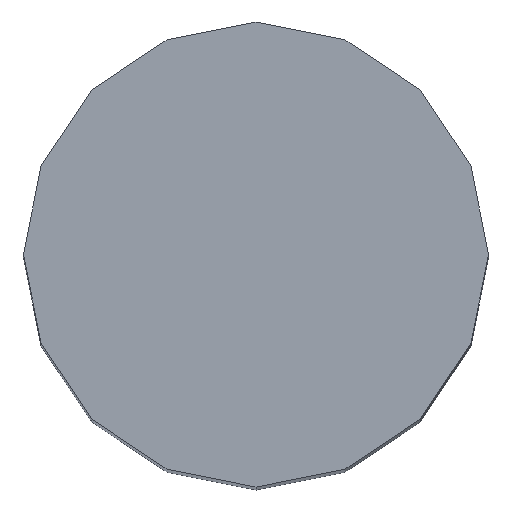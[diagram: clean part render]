
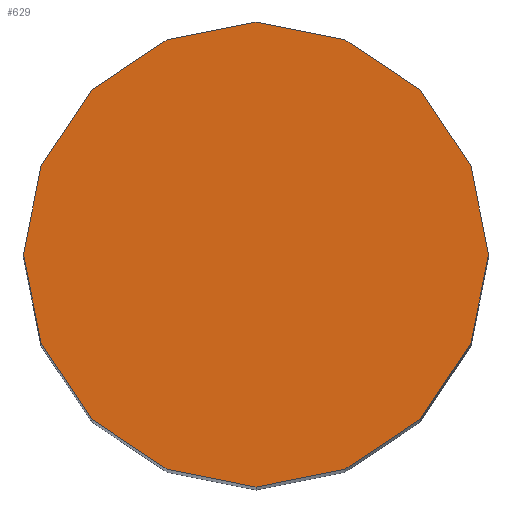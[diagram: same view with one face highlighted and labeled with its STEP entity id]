
A CAD part, top view. The second image highlights one B-rep face of the part: STEP entity #629.
In plain terms, the highlighted planar face has unit normal (0, 0, 1).
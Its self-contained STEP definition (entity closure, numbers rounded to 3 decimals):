
#52 = VERTEX_POINT('',#53);
#53 = CARTESIAN_POINT('',(0.518,0.,3.81));
#59 = EDGE_CURVE('',#52,#60,#62,.T.);
#60 = VERTEX_POINT('',#61);
#61 = CARTESIAN_POINT('',(0.479,0.198,3.81));
#62 = LINE('',#63,#64);
#63 = CARTESIAN_POINT('',(0.518,0.,3.81));
#64 = VECTOR('',#65,1.);
#65 = DIRECTION('',(-0.195,0.981,0.));
#90 = EDGE_CURVE('',#60,#91,#93,.T.);
#91 = VERTEX_POINT('',#92);
#92 = CARTESIAN_POINT('',(0.367,0.367,3.81));
#93 = LINE('',#94,#95);
#94 = CARTESIAN_POINT('',(0.479,0.198,3.81));
#95 = VECTOR('',#96,1.);
#96 = DIRECTION('',(-0.556,0.831,0.));
#121 = EDGE_CURVE('',#91,#122,#124,.T.);
#122 = VERTEX_POINT('',#123);
#123 = CARTESIAN_POINT('',(0.198,0.479,3.81));
#124 = LINE('',#125,#126);
#125 = CARTESIAN_POINT('',(0.367,0.367,3.81));
#126 = VECTOR('',#127,1.);
#127 = DIRECTION('',(-0.831,0.556,0.));
#152 = EDGE_CURVE('',#122,#153,#155,.T.);
#153 = VERTEX_POINT('',#154);
#154 = CARTESIAN_POINT('',(0.,0.518,3.81));
#155 = LINE('',#156,#157);
#156 = CARTESIAN_POINT('',(0.198,0.479,3.81));
#157 = VECTOR('',#158,1.);
#158 = DIRECTION('',(-0.981,0.195,0.));
#183 = EDGE_CURVE('',#153,#184,#186,.T.);
#184 = VERTEX_POINT('',#185);
#185 = CARTESIAN_POINT('',(-0.198,0.479,3.81));
#186 = LINE('',#187,#188);
#187 = CARTESIAN_POINT('',(0.,0.518,3.81));
#188 = VECTOR('',#189,1.);
#189 = DIRECTION('',(-0.981,-0.195,0.));
#214 = EDGE_CURVE('',#184,#215,#217,.T.);
#215 = VERTEX_POINT('',#216);
#216 = CARTESIAN_POINT('',(-0.255,0.441,3.81));
#217 = LINE('',#218,#219);
#218 = CARTESIAN_POINT('',(-0.198,0.479,3.81));
#219 = VECTOR('',#220,1.);
#220 = DIRECTION('',(-0.831,-0.556,0.));
#245 = EDGE_CURVE('',#215,#246,#248,.T.);
#246 = VERTEX_POINT('',#247);
#247 = CARTESIAN_POINT('',(-0.367,0.367,3.81));
#248 = LINE('',#249,#250);
#249 = CARTESIAN_POINT('',(-0.255,0.441,3.81));
#250 = VECTOR('',#251,1.);
#251 = DIRECTION('',(-0.831,-0.556,0.));
#276 = EDGE_CURVE('',#246,#277,#279,.T.);
#277 = VERTEX_POINT('',#278);
#278 = CARTESIAN_POINT('',(-0.479,0.198,3.81));
#279 = LINE('',#280,#281);
#280 = CARTESIAN_POINT('',(-0.367,0.367,3.81));
#281 = VECTOR('',#282,1.);
#282 = DIRECTION('',(-0.556,-0.831,0.));
#307 = EDGE_CURVE('',#277,#308,#310,.T.);
#308 = VERTEX_POINT('',#309);
#309 = CARTESIAN_POINT('',(-0.518,0.,3.81));
#310 = LINE('',#311,#312);
#311 = CARTESIAN_POINT('',(-0.479,0.198,3.81));
#312 = VECTOR('',#313,1.);
#313 = DIRECTION('',(-0.195,-0.981,0.));
#338 = EDGE_CURVE('',#308,#339,#341,.T.);
#339 = VERTEX_POINT('',#340);
#340 = CARTESIAN_POINT('',(-0.479,-0.198,3.81));
#341 = LINE('',#342,#343);
#342 = CARTESIAN_POINT('',(-0.518,0.,3.81));
#343 = VECTOR('',#344,1.);
#344 = DIRECTION('',(0.195,-0.981,0.));
#369 = EDGE_CURVE('',#339,#370,#372,.T.);
#370 = VERTEX_POINT('',#371);
#371 = CARTESIAN_POINT('',(-0.367,-0.367,3.81));
#372 = LINE('',#373,#374);
#373 = CARTESIAN_POINT('',(-0.479,-0.198,3.81));
#374 = VECTOR('',#375,1.);
#375 = DIRECTION('',(0.556,-0.831,0.));
#400 = EDGE_CURVE('',#370,#401,#403,.T.);
#401 = VERTEX_POINT('',#402);
#402 = CARTESIAN_POINT('',(-0.255,-0.441,3.81));
#403 = LINE('',#404,#405);
#404 = CARTESIAN_POINT('',(-0.367,-0.367,3.81));
#405 = VECTOR('',#406,1.);
#406 = DIRECTION('',(0.831,-0.556,0.));
#431 = EDGE_CURVE('',#401,#432,#434,.T.);
#432 = VERTEX_POINT('',#433);
#433 = CARTESIAN_POINT('',(-0.198,-0.479,3.81));
#434 = LINE('',#435,#436);
#435 = CARTESIAN_POINT('',(-0.255,-0.441,3.81));
#436 = VECTOR('',#437,1.);
#437 = DIRECTION('',(0.831,-0.556,0.));
#462 = EDGE_CURVE('',#432,#463,#465,.T.);
#463 = VERTEX_POINT('',#464);
#464 = CARTESIAN_POINT('',(0.,-0.518,3.81));
#465 = LINE('',#466,#467);
#466 = CARTESIAN_POINT('',(-0.198,-0.479,3.81));
#467 = VECTOR('',#468,1.);
#468 = DIRECTION('',(0.981,-0.195,0.));
#493 = EDGE_CURVE('',#463,#494,#496,.T.);
#494 = VERTEX_POINT('',#495);
#495 = CARTESIAN_POINT('',(0.198,-0.479,3.81));
#496 = LINE('',#497,#498);
#497 = CARTESIAN_POINT('',(0.,-0.518,3.81));
#498 = VECTOR('',#499,1.);
#499 = DIRECTION('',(0.981,0.195,0.));
#524 = EDGE_CURVE('',#494,#525,#527,.T.);
#525 = VERTEX_POINT('',#526);
#526 = CARTESIAN_POINT('',(0.367,-0.367,3.81));
#527 = LINE('',#528,#529);
#528 = CARTESIAN_POINT('',(0.198,-0.479,3.81));
#529 = VECTOR('',#530,1.);
#530 = DIRECTION('',(0.831,0.556,0.));
#555 = EDGE_CURVE('',#525,#556,#558,.T.);
#556 = VERTEX_POINT('',#557);
#557 = CARTESIAN_POINT('',(0.479,-0.198,3.81));
#558 = LINE('',#559,#560);
#559 = CARTESIAN_POINT('',(0.367,-0.367,3.81));
#560 = VECTOR('',#561,1.);
#561 = DIRECTION('',(0.556,0.831,0.));
#586 = EDGE_CURVE('',#556,#52,#587,.T.);
#587 = LINE('',#588,#589);
#588 = CARTESIAN_POINT('',(0.479,-0.198,3.81));
#589 = VECTOR('',#590,1.);
#590 = DIRECTION('',(0.195,0.981,0.));
#629 = ADVANCED_FACE('',(#630),#650,.T.);
#630 = FACE_BOUND('',#631,.T.);
#631 = EDGE_LOOP('',(#632,#633,#634,#635,#636,#637,#638,#639,#640,#641,
    #642,#643,#644,#645,#646,#647,#648,#649));
#632 = ORIENTED_EDGE('',*,*,#59,.T.);
#633 = ORIENTED_EDGE('',*,*,#90,.T.);
#634 = ORIENTED_EDGE('',*,*,#121,.T.);
#635 = ORIENTED_EDGE('',*,*,#152,.T.);
#636 = ORIENTED_EDGE('',*,*,#183,.T.);
#637 = ORIENTED_EDGE('',*,*,#214,.T.);
#638 = ORIENTED_EDGE('',*,*,#245,.T.);
#639 = ORIENTED_EDGE('',*,*,#276,.T.);
#640 = ORIENTED_EDGE('',*,*,#307,.T.);
#641 = ORIENTED_EDGE('',*,*,#338,.T.);
#642 = ORIENTED_EDGE('',*,*,#369,.T.);
#643 = ORIENTED_EDGE('',*,*,#400,.T.);
#644 = ORIENTED_EDGE('',*,*,#431,.T.);
#645 = ORIENTED_EDGE('',*,*,#462,.T.);
#646 = ORIENTED_EDGE('',*,*,#493,.T.);
#647 = ORIENTED_EDGE('',*,*,#524,.T.);
#648 = ORIENTED_EDGE('',*,*,#555,.T.);
#649 = ORIENTED_EDGE('',*,*,#586,.T.);
#650 = PLANE('',#651);
#651 = AXIS2_PLACEMENT_3D('',#652,#653,#654);
#652 = CARTESIAN_POINT('',(0.,0.,3.81)
  );
#653 = DIRECTION('',(0.,0.,1.));
#654 = DIRECTION('',(1.,0.,-0.));
